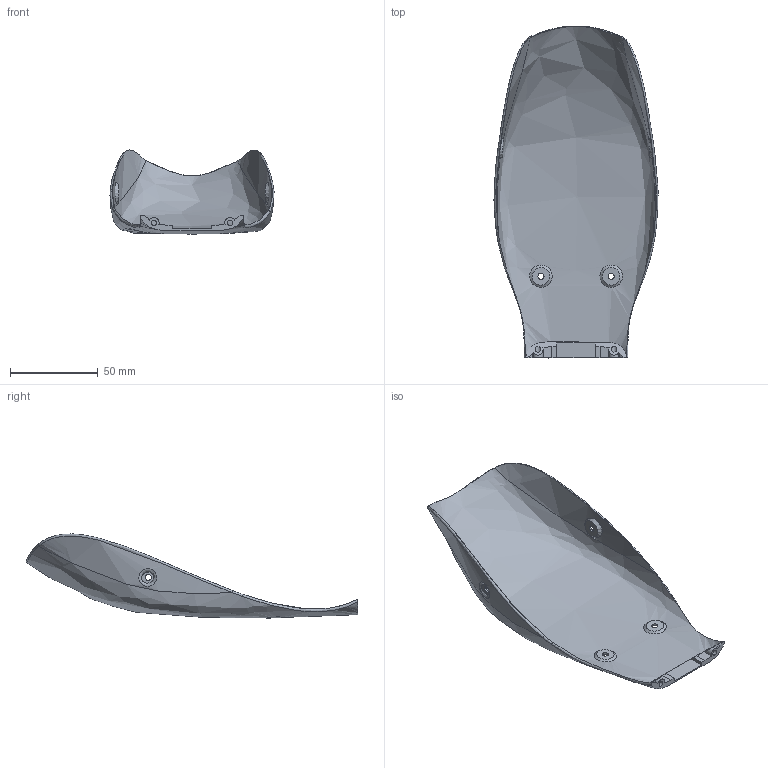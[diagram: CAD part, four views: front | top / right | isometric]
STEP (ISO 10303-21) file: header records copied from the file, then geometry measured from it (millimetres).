
FILE_DESCRIPTION(/* description */ (''),/* implementation_level */ '2;1');
FILE_NAME(/* name */ 'Bash Plate.step',/* time_stamp */ '2016-11-09T20:43:35+11:00',/* author */ (''),/* organization */ (''),/* preprocessor_version */ 'ST-DEVELOPER v16.5',/* originating_system */ 'Autodesk Translation Framework v5.2.0.2031',/* authorisation */ '');
FILE_SCHEMA (('AUTOMOTIVE_DESIGN { 1 0 10303 214 3 1 1 }'));
Length unit declared in the file: centimetre
Products named in the file (2): Bash Plate v13; Bash plate
Assembly tree (1 placements, depth 2):
  Bash Plate v13
    Bash plate
Bounding box: 93.61 x 189.38 x 47.98 mm (x, y, z)
Volume: 24937 mm3; surface area: 40757.6 mm2
Topology: 1 solids, 1 shells, 57 faces, 152 edges, 104 vertices
Faces by surface type: bspline 32, plane 15, cylinder 10
Full cylindrical faces by diameter (mm): 3.1 x2, 3.5 x4
Entity records: 6217 total; most frequent: CARTESIAN_POINT 4954, ORIENTED_EDGE 282, DIRECTION 182, EDGE_CURVE 141, VERTEX_POINT 100, EDGE_LOOP 83, AXIS2_PLACEMENT_3D 79, B_SPLINE_CURVE_WITH_KNOTS 62
